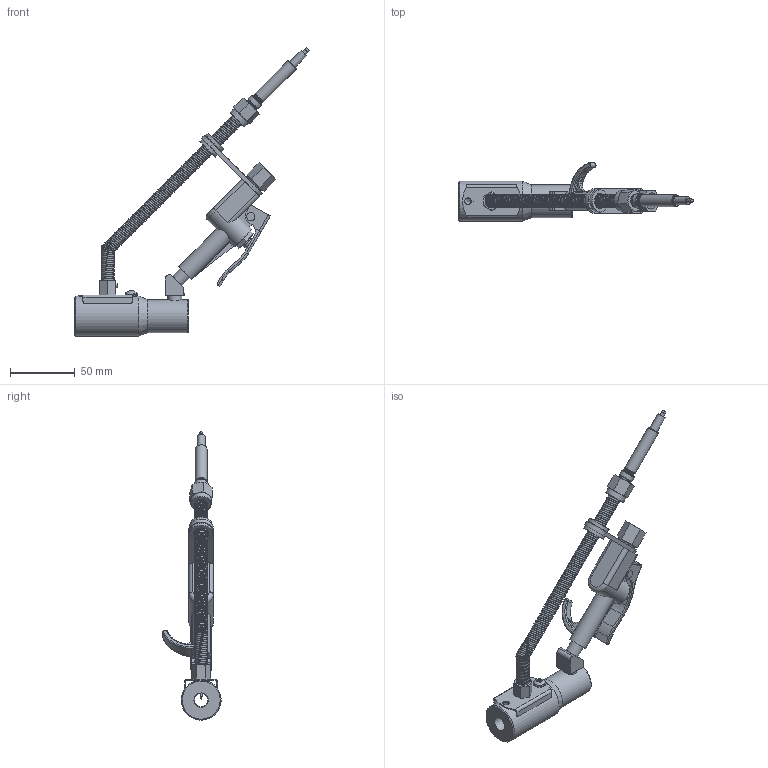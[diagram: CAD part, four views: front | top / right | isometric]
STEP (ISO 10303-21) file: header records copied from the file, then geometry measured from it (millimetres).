
FILE_DESCRIPTION(/* description */ (''),/* implementation_level */ '2;1');
FILE_NAME(/* name */ 'DIM-8193.stp',/* time_stamp */ '2016-03-03T14:02:35-05:00',/* author */ ('dave woerner'),/* organization */ (''),/* preprocessor_version */ 'ST-DEVELOPER v15.2',/* originating_system */ 'Autodesk Inventor 2014',/* authorisation */ '');
FILE_SCHEMA (('AUTOMOTIVE_DESIGN { 1 0 10303 214 3 1 1 }'));
Length unit declared in the file: inch
Products named in the file (36): 6013; 901628; 7705; 901621; 901188; 1201-body; 1201-lever-2; 1201; ANSI B18.6.3 - 10-24 UNC - 0.375(5); 7674; 9552; 901437; 901505; 901467; 901466; 901468; 901592; 901565; 901515; 901587; 901623; 901593; 901600; Unbrako - No. 4 x 0.19 - 40(7); Unbrako - No. 6 x 0.19 - 32(7); Unbrako - No. 8 x 0.19 - 32(7); dim-901581; 901620; 901437_1; 901593_1; 901592_1; 901587_1; 901623_1; 901515_1; 901565_1; DIM-8193
Bounding box: 181.17 x 45.09 x 222.77 mm (x, y, z)
Volume: 98150 mm3; surface area: 70636.7 mm2
Topology: 29 solids, 29 shells, 616 faces, 1434 edges, 908 vertices
Faces by surface type: plane 249, cylinder 183, cone 100, bspline 46, torus 33, sphere 5
Full cylindrical faces by diameter (mm): 1.118 x1, 1.524 x2, 2.07 x1, 2.261 x3, 2.54 x1, 2.794 x1, 2.845 x2, 3.175 x1, 3.2 x1, 3.264 x1, 3.485 x1, 4.762 x3, 4.801 x3, 4.826 x2, 4.978 x1, 5.055 x1, 5.105 x2, 5.182 x1, 5.588 x1, 6.35 x7, 7.112 x1, 7.57 x1, 7.849 x1, 7.938 x1, 8 x2, 8.128 x2, 8.572 x1, 8.636 x1, 9.144 x1, 9.271 x1
Entity records: 37863 total; most frequent: CARTESIAN_POINT 25564, DIRECTION 2415, ORIENTED_EDGE 2198, EDGE_CURVE 1098, AXIS2_PLACEMENT_3D 1026, EDGE_LOOP 796, VERTEX_POINT 781, ADVANCED_FACE 558
